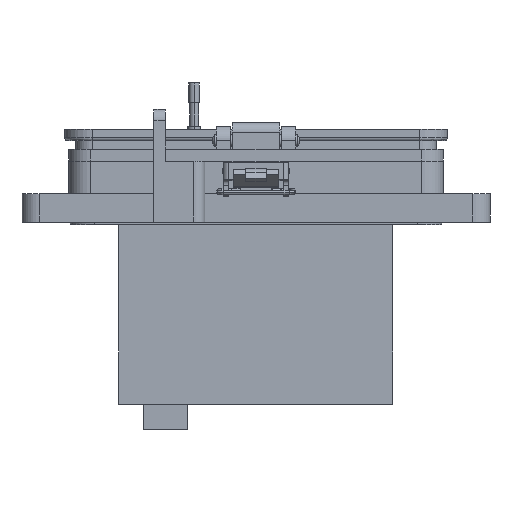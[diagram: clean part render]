
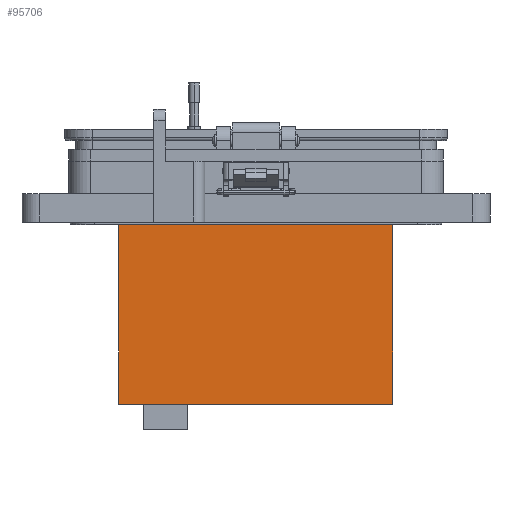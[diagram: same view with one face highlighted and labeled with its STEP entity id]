
A CAD part, front view. The second image highlights one B-rep face of the part: STEP entity #95706.
In plain terms, the highlighted planar face has unit normal (0, -1, 0).
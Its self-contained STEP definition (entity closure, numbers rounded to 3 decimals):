
#3894 = ORIENTED_EDGE ( 'NONE', *, *, #22742, .T. ) ;
#17806 = VERTEX_POINT ( 'NONE', #54532 ) ;
#22742 = EDGE_CURVE ( 'NONE', #83608, #69931, #71718, .T. ) ;
#26099 = DIRECTION ( 'NONE',  ( 0., 0., -1. ) ) ;
#27852 = ORIENTED_EDGE ( 'NONE', *, *, #64000, .F. ) ;
#28814 = VECTOR ( 'NONE', #37772, 1000. ) ;
#31899 = ORIENTED_EDGE ( 'NONE', *, *, #102225, .F. ) ;
#33311 = CARTESIAN_POINT ( 'NONE',  ( 93.472, -3.594, -76.2 ) ) ;
#35256 = CARTESIAN_POINT ( 'NONE',  ( 35.052, -3.594, 0. ) ) ;
#36728 = LINE ( 'NONE', #35256, #98534 ) ;
#37772 = DIRECTION ( 'NONE',  ( 1., 0., 0. ) ) ;
#38699 = CARTESIAN_POINT ( 'NONE',  ( -3.048, -3.594, -76.2 ) ) ;
#45193 = CARTESIAN_POINT ( 'NONE',  ( 35.052, -3.594, -76.2 ) ) ;
#47325 = CARTESIAN_POINT ( 'NONE',  ( 73.152, -3.594, -76.2 ) ) ;
#47747 = LINE ( 'NONE', #82542, #69211 ) ;
#52747 = CARTESIAN_POINT ( 'NONE',  ( -3.048, -3.594, -76.2 ) ) ;
#54532 = CARTESIAN_POINT ( 'NONE',  ( 93.472, -3.594, 0. ) ) ;
#55431 = DIRECTION ( 'NONE',  ( 1., 0., 0. ) ) ;
#56831 = EDGE_CURVE ( 'NONE', #99281, #17806, #36728, .T. ) ;
#63241 = PLANE ( 'NONE',  #78838 ) ;
#64000 = EDGE_CURVE ( 'NONE', #83608, #99281, #94488, .T. ) ;
#69211 = VECTOR ( 'NONE', #26099, 1000. ) ;
#69429 = FACE_OUTER_BOUND ( 'NONE', #95207, .T. ) ;
#69931 = VERTEX_POINT ( 'NONE', #33311 ) ;
#71718 = LINE ( 'NONE', #45193, #28814 ) ;
#73134 = VECTOR ( 'NONE', #103231, 1000. ) ;
#75442 = ORIENTED_EDGE ( 'NONE', *, *, #56831, .F. ) ;
#78838 = AXIS2_PLACEMENT_3D ( 'NONE', #47325, #103756, #55431 ) ;
#82542 = CARTESIAN_POINT ( 'NONE',  ( 93.472, -3.594, -38.1 ) ) ;
#83608 = VERTEX_POINT ( 'NONE', #52747 ) ;
#91601 = DIRECTION ( 'NONE',  ( 1., 0., 0. ) ) ;
#94488 = LINE ( 'NONE', #38699, #73134 ) ;
#95207 = EDGE_LOOP ( 'NONE', ( #3894, #31899, #75442, #27852 ) ) ;
#95706 = ADVANCED_FACE ( 'NONE', ( #69429 ), #63241, .T. ) ;
#98534 = VECTOR ( 'NONE', #91601, 1000. ) ;
#99281 = VERTEX_POINT ( 'NONE', #103281 ) ;
#102225 = EDGE_CURVE ( 'NONE', #17806, #69931, #47747, .T. ) ;
#103231 = DIRECTION ( 'NONE',  ( 0., 0., 1. ) ) ;
#103281 = CARTESIAN_POINT ( 'NONE',  ( -3.048, -3.594, 0. ) ) ;
#103756 = DIRECTION ( 'NONE',  ( 0., -1., 0. ) ) ;
